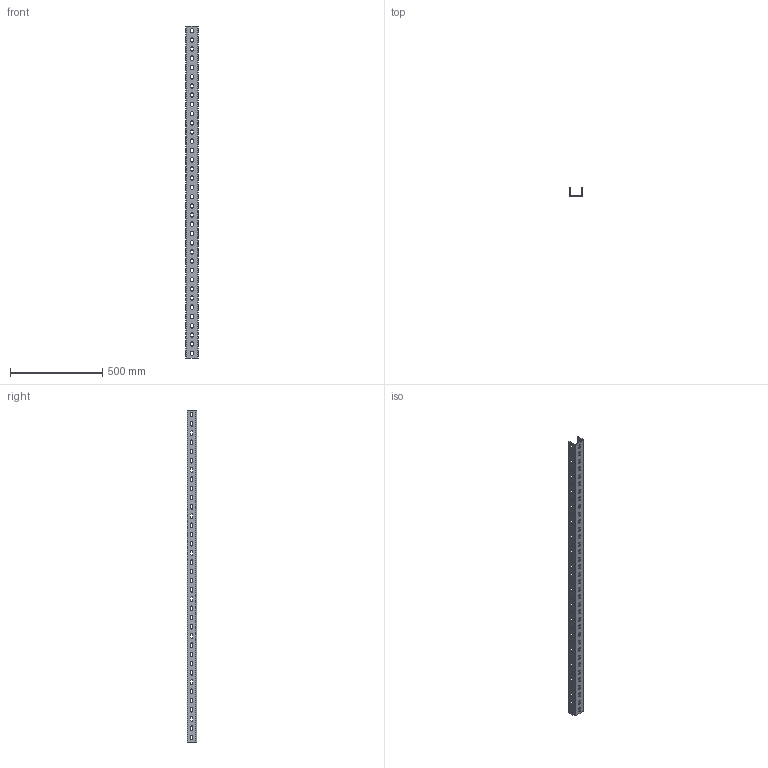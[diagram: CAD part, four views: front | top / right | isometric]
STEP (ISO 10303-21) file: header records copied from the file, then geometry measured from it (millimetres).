
FILE_DESCRIPTION (( 'STEP AP214' ), '1' );
FILE_NAME ('Äåòàë1800.STEP', '2023-04-03T09:00:47', ( '' ), ( '' ), 'SwSTEP 2.0', 'SolidWorks 2022', '' );
FILE_SCHEMA (( 'AUTOMOTIVE_DESIGN' ));
Length unit declared in the file: millimetre
Products named in the file (1): Детал1800
Bounding box: 70 x 50 x 1800 mm (x, y, z)
Volume: 1021163.5 mm3; surface area: 554014.9 mm2
Topology: 1 solids, 1 shells, 554 faces, 1656 edges, 1104 vertices
Faces by surface type: cylinder 328, plane 226
Entity records: 19362 total; most frequent: DIRECTION 3422, CARTESIAN_POINT 3315, ORIENTED_EDGE 3312, EDGE_CURVE 1656, AXIS2_PLACEMENT_3D 1211, VERTEX_POINT 1104, LINE 1000, VECTOR 1000
